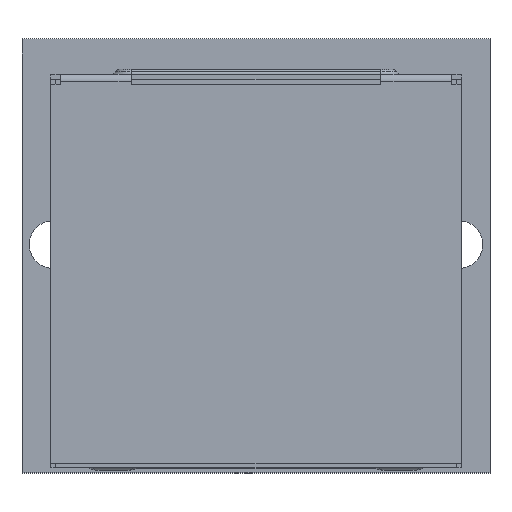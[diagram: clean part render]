
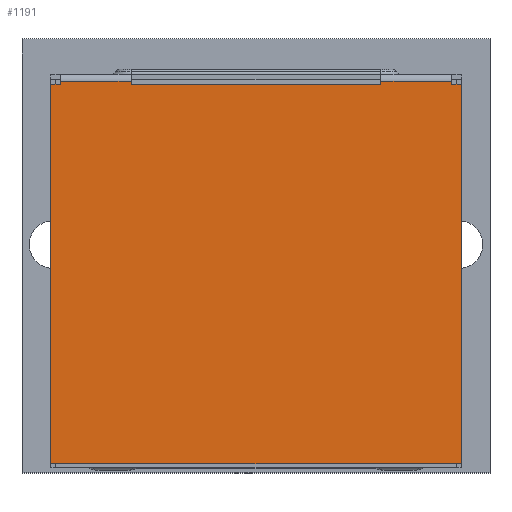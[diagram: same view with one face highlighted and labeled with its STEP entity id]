
A CAD part, top view. The second image highlights one B-rep face of the part: STEP entity #1191.
In plain terms, the highlighted planar face has unit normal (0, 0, 1).
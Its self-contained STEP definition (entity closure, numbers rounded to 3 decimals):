
#874 = VERTEX_POINT('',#875);
#875 = CARTESIAN_POINT('',(-8.225,-11.075,
    12.3));
#881 = EDGE_CURVE('',#882,#874,#884,.T.);
#882 = VERTEX_POINT('',#883);
#883 = CARTESIAN_POINT('',(-8.225,4.125,12.3
    ));
#884 = LINE('',#885,#886);
#885 = CARTESIAN_POINT('',(-8.225,-11.075,
    12.3));
#886 = VECTOR('',#887,1.);
#887 = DIRECTION('',(-0.,-1.,-0.));
#912 = VERTEX_POINT('',#913);
#913 = CARTESIAN_POINT('',(8.225,-11.075,12.3
    ));
#919 = EDGE_CURVE('',#874,#912,#920,.T.);
#920 = LINE('',#921,#922);
#921 = CARTESIAN_POINT('',(-8.225,-11.075,
    12.3));
#922 = VECTOR('',#923,1.);
#923 = DIRECTION('',(1.,0.,0.));
#943 = VERTEX_POINT('',#944);
#944 = CARTESIAN_POINT('',(8.225,4.125,12.3)
  );
#950 = EDGE_CURVE('',#912,#943,#951,.T.);
#951 = LINE('',#952,#953);
#952 = CARTESIAN_POINT('',(8.225,-11.075,12.3
    ));
#953 = VECTOR('',#954,1.);
#954 = DIRECTION('',(0.,1.,0.));
#974 = VERTEX_POINT('',#975);
#975 = CARTESIAN_POINT('',(7.825,4.125,12.3
    ));
#981 = EDGE_CURVE('',#943,#974,#982,.T.);
#982 = LINE('',#983,#984);
#983 = CARTESIAN_POINT('',(7.825,4.125,12.3
    ));
#984 = VECTOR('',#985,1.);
#985 = DIRECTION('',(-1.,-0.,-0.));
#1005 = VERTEX_POINT('',#1006);
#1006 = CARTESIAN_POINT('',(7.825,4.242,
    12.3));
#1013 = EDGE_CURVE('',#974,#1005,#1014,.T.);
#1014 = LINE('',#1015,#1016);
#1015 = CARTESIAN_POINT('',(7.825,4.525,
    12.3));
#1016 = VECTOR('',#1017,1.);
#1017 = DIRECTION('',(0.,1.,0.));
#1028 = EDGE_CURVE('',#1029,#1031,#1033,.T.);
#1029 = VERTEX_POINT('',#1030);
#1030 = CARTESIAN_POINT('',(5.,4.242,
    12.3));
#1031 = VERTEX_POINT('',#1032);
#1032 = CARTESIAN_POINT('',(5.,4.125,
    12.3));
#1033 = LINE('',#1034,#1035);
#1034 = CARTESIAN_POINT('',(5.,4.125,
    12.3));
#1035 = VECTOR('',#1036,1.);
#1036 = DIRECTION('',(0.,-1.,-0.));
#1078 = VERTEX_POINT('',#1079);
#1079 = CARTESIAN_POINT('',(-5.,4.125,
    12.3));
#1085 = EDGE_CURVE('',#1031,#1078,#1086,.T.);
#1086 = LINE('',#1087,#1088);
#1087 = CARTESIAN_POINT('',(-5.,4.125,
    12.3));
#1088 = VECTOR('',#1089,1.);
#1089 = DIRECTION('',(-1.,0.,-0.));
#1109 = VERTEX_POINT('',#1110);
#1110 = CARTESIAN_POINT('',(-5.,4.242,
    12.3));
#1117 = EDGE_CURVE('',#1078,#1109,#1118,.T.);
#1118 = LINE('',#1119,#1120);
#1119 = CARTESIAN_POINT('',(-5.,4.525,
    12.3));
#1120 = VECTOR('',#1121,1.);
#1121 = DIRECTION('',(0.,1.,0.));
#1132 = EDGE_CURVE('',#1133,#1135,#1137,.T.);
#1133 = VERTEX_POINT('',#1134);
#1134 = CARTESIAN_POINT('',(-7.825,4.242,
    12.3));
#1135 = VERTEX_POINT('',#1136);
#1136 = CARTESIAN_POINT('',(-7.825,4.125,
    12.3));
#1137 = LINE('',#1138,#1139);
#1138 = CARTESIAN_POINT('',(-7.825,4.525,
    12.3));
#1139 = VECTOR('',#1140,1.);
#1140 = DIRECTION('',(0.,-1.,0.));
#1180 = EDGE_CURVE('',#1135,#882,#1181,.T.);
#1181 = LINE('',#1182,#1183);
#1182 = CARTESIAN_POINT('',(-7.825,4.125,
    12.3));
#1183 = VECTOR('',#1184,1.);
#1184 = DIRECTION('',(-1.,0.,0.));
#1191 = ADVANCED_FACE('',(#1192),#1216,.T.);
#1192 = FACE_BOUND('',#1193,.T.);
#1193 = EDGE_LOOP('',(#1194,#1195,#1201,#1202,#1203,#1204,#1205,#1206,
    #1207,#1208,#1214,#1215));
#1194 = ORIENTED_EDGE('',*,*,#1117,.T.);
#1195 = ORIENTED_EDGE('',*,*,#1196,.T.);
#1196 = EDGE_CURVE('',#1109,#1133,#1197,.T.);
#1197 = LINE('',#1198,#1199);
#1198 = CARTESIAN_POINT('',(-7.825,4.242,
    12.3));
#1199 = VECTOR('',#1200,1.);
#1200 = DIRECTION('',(-1.,0.,-0.));
#1201 = ORIENTED_EDGE('',*,*,#1132,.T.);
#1202 = ORIENTED_EDGE('',*,*,#1180,.T.);
#1203 = ORIENTED_EDGE('',*,*,#881,.T.);
#1204 = ORIENTED_EDGE('',*,*,#919,.T.);
#1205 = ORIENTED_EDGE('',*,*,#950,.T.);
#1206 = ORIENTED_EDGE('',*,*,#981,.T.);
#1207 = ORIENTED_EDGE('',*,*,#1013,.T.);
#1208 = ORIENTED_EDGE('',*,*,#1209,.T.);
#1209 = EDGE_CURVE('',#1005,#1029,#1210,.T.);
#1210 = LINE('',#1211,#1212);
#1211 = CARTESIAN_POINT('',(5.,4.242,
    12.3));
#1212 = VECTOR('',#1213,1.);
#1213 = DIRECTION('',(-1.,0.,0.));
#1214 = ORIENTED_EDGE('',*,*,#1028,.T.);
#1215 = ORIENTED_EDGE('',*,*,#1085,.T.);
#1216 = PLANE('',#1217);
#1217 = AXIS2_PLACEMENT_3D('',#1218,#1219,#1220);
#1218 = CARTESIAN_POINT('',(0.,-3.35,12.3));
#1219 = DIRECTION('',(0.,0.,1.));
#1220 = DIRECTION('',(1.,0.,0.));
